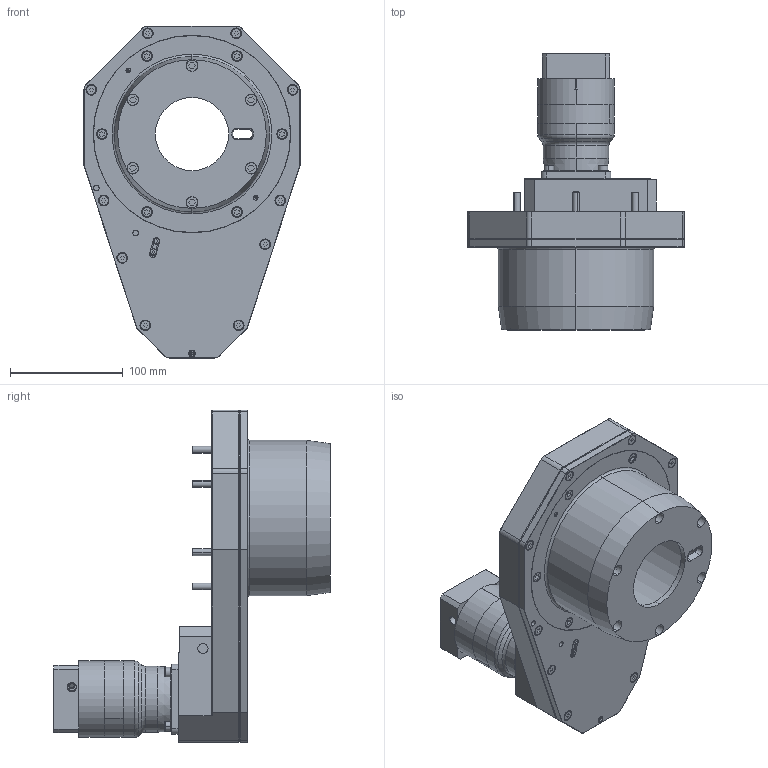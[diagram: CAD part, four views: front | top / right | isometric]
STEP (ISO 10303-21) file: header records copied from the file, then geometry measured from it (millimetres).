
FILE_DESCRIPTION (( 'STEP AP214' ), '1' );
FILE_NAME ('CA1H10A-0001.STEP', '2023-10-21T06:45:10', ( 'Sysceo.com' ), ( '' ), 'SwSTEP 2.0', 'SolidWorks 2018', '' );
FILE_SCHEMA (( 'AUTOMOTIVE_DESIGN' ));
Length unit declared in the file: millimetre
Products named in the file (1): CA1H10A-0001
Bounding box: 192 x 245.5 x 295 mm (x, y, z)
Volume: 2073328.8 mm3; surface area: 479614.4 mm2
Topology: 70 solids, 70 shells, 2500 faces, 7262 edges, 4508 vertices
Faces by surface type: cylinder 749, plane 739, torus 494, cone 262, sphere 256
Entity records: 97632 total; most frequent: CARTESIAN_POINT 33074, ORIENTED_EDGE 13692, DIRECTION 13004, EDGE_CURVE 6846, AXIS2_PLACEMENT_3D 5547, VERTEX_POINT 4380, CIRCLE 3046, EDGE_LOOP 2964
